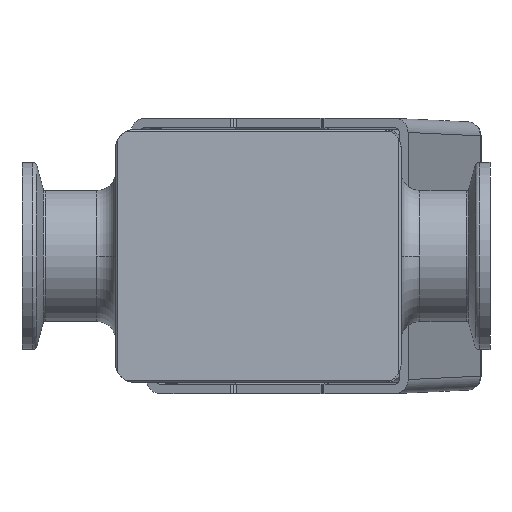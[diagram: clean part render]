
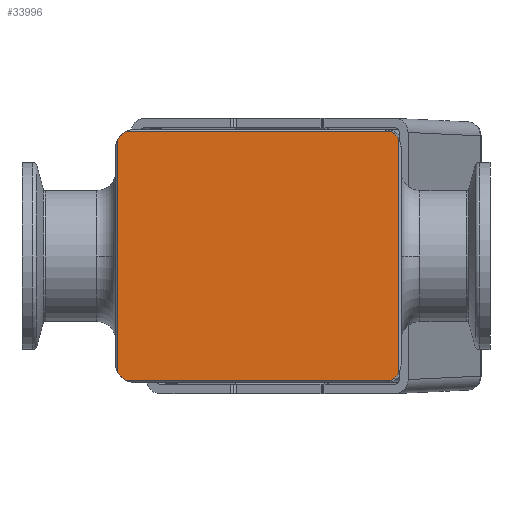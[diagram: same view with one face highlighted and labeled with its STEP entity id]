
A CAD part, front view. The second image highlights one B-rep face of the part: STEP entity #33996.
In plain terms, the highlighted planar face has unit normal (0, -1, 0).
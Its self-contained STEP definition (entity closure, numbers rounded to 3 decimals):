
#1015 = CARTESIAN_POINT ( 'NONE',  ( -27.936, -22., 26.5 ) ) ;
#1467 = ORIENTED_EDGE ( 'NONE', *, *, #26111, .T. ) ;
#1830 = AXIS2_PLACEMENT_3D ( 'NONE', #13076, #24020, #45683 ) ;
#2084 = ORIENTED_EDGE ( 'NONE', *, *, #32925, .T. ) ;
#2493 = VECTOR ( 'NONE', #15976, 1000. ) ;
#2535 = CARTESIAN_POINT ( 'NONE',  ( 27., -22., -23. ) ) ;
#4026 = AXIS2_PLACEMENT_3D ( 'NONE', #43059, #24437, #11148 ) ;
#5557 = PLANE ( 'NONE',  #37553 ) ;
#6154 = LINE ( 'NONE', #12477, #2493 ) ;
#6889 = DIRECTION ( 'NONE',  ( 0., 0., 1. ) ) ;
#7377 = ORIENTED_EDGE ( 'NONE', *, *, #8735, .T. ) ;
#7505 = CARTESIAN_POINT ( 'NONE',  ( 27., -22., 23. ) ) ;
#8055 = VERTEX_POINT ( 'NONE', #38770 ) ;
#8735 = EDGE_CURVE ( 'NONE', #8055, #36937, #12152, .T. ) ;
#9647 = AXIS2_PLACEMENT_3D ( 'NONE', #2535, #41854, #13443 ) ;
#11148 = DIRECTION ( 'NONE',  ( -1., 0., 0. ) ) ;
#12152 = LINE ( 'NONE', #34011, #44370 ) ;
#12477 = CARTESIAN_POINT ( 'NONE',  ( 31., -22., 26.5 ) ) ;
#13076 = CARTESIAN_POINT ( 'NONE',  ( -26., -22., 23. ) ) ;
#13443 = DIRECTION ( 'NONE',  ( -1., 0., 0. ) ) ;
#13636 = CARTESIAN_POINT ( 'NONE',  ( 30.5, -22., 27. ) ) ;
#15113 = DIRECTION ( 'NONE',  ( 1., 0., 0. ) ) ;
#15976 = DIRECTION ( 'NONE',  ( -1., 0., 0. ) ) ;
#16118 = DIRECTION ( 'NONE',  ( 0., 0., -1. ) ) ;
#16892 = CARTESIAN_POINT ( 'NONE',  ( 30.5, -22., -24.936 ) ) ;
#17426 = VECTOR ( 'NONE', #15113, 1000. ) ;
#18450 = EDGE_CURVE ( 'NONE', #38088, #35265, #23785, .T. ) ;
#18961 = CIRCLE ( 'NONE', #44967, 4. ) ;
#20596 = ORIENTED_EDGE ( 'NONE', *, *, #31678, .T. ) ;
#21148 = ORIENTED_EDGE ( 'NONE', *, *, #33904, .T. ) ;
#23033 = EDGE_CURVE ( 'NONE', #43409, #33538, #18961, .T. ) ;
#23247 = DIRECTION ( 'NONE',  ( -1., 0., 0. ) ) ;
#23764 = CARTESIAN_POINT ( 'NONE',  ( -29.5, -22., -24.936 ) ) ;
#23785 = CIRCLE ( 'NONE', #9647, 4. ) ;
#24020 = DIRECTION ( 'NONE',  ( 0., -1., 0. ) ) ;
#24437 = DIRECTION ( 'NONE',  ( 0., -1., 0. ) ) ;
#24882 = CIRCLE ( 'NONE', #1830, 4. ) ;
#26111 = EDGE_CURVE ( 'NONE', #29517, #8055, #24882, .T. ) ;
#26740 = FACE_OUTER_BOUND ( 'NONE', #32393, .T. ) ;
#29517 = VERTEX_POINT ( 'NONE', #1015 ) ;
#30725 = CIRCLE ( 'NONE', #4026, 4. ) ;
#30899 = DIRECTION ( 'NONE',  ( 0., 1., 0. ) ) ;
#31511 = ORIENTED_EDGE ( 'NONE', *, *, #18450, .T. ) ;
#31678 = EDGE_CURVE ( 'NONE', #35265, #43409, #41812, .T. ) ;
#32393 = EDGE_LOOP ( 'NONE', ( #21148, #31511, #20596, #39365, #43328, #1467, #7377, #2084 ) ) ;
#32415 = DIRECTION ( 'NONE',  ( 0., -1., 0. ) ) ;
#32642 = DIRECTION ( 'NONE',  ( -1., 0., 0. ) ) ;
#32925 = EDGE_CURVE ( 'NONE', #36937, #37983, #30725, .T. ) ;
#33538 = VERTEX_POINT ( 'NONE', #39839 ) ;
#33904 = EDGE_CURVE ( 'NONE', #37983, #38088, #39784, .T. ) ;
#33996 = ADVANCED_FACE ( 'NONE', ( #26740 ), #5557, .F. ) ;
#34011 = CARTESIAN_POINT ( 'NONE',  ( -29.5, -22., 27. ) ) ;
#34162 = CARTESIAN_POINT ( 'NONE',  ( 28.936, -22., -26.5 ) ) ;
#34376 = VECTOR ( 'NONE', #6889, 1000. ) ;
#35265 = VERTEX_POINT ( 'NONE', #16892 ) ;
#35285 = CARTESIAN_POINT ( 'NONE',  ( 30.5, -22., 24.936 ) ) ;
#36937 = VERTEX_POINT ( 'NONE', #23764 ) ;
#37553 = AXIS2_PLACEMENT_3D ( 'NONE', #40914, #30899, #23247 ) ;
#37954 = CARTESIAN_POINT ( 'NONE',  ( -27.936, -22., -26.5 ) ) ;
#37983 = VERTEX_POINT ( 'NONE', #37954 ) ;
#38088 = VERTEX_POINT ( 'NONE', #34162 ) ;
#38770 = CARTESIAN_POINT ( 'NONE',  ( -29.5, -22., 24.936 ) ) ;
#39365 = ORIENTED_EDGE ( 'NONE', *, *, #23033, .T. ) ;
#39587 = EDGE_CURVE ( 'NONE', #33538, #29517, #6154, .T. ) ;
#39784 = LINE ( 'NONE', #43759, #17426 ) ;
#39839 = CARTESIAN_POINT ( 'NONE',  ( 28.936, -22., 26.5 ) ) ;
#40914 = CARTESIAN_POINT ( 'NONE',  ( 31., -22., 27. ) ) ;
#41812 = LINE ( 'NONE', #13636, #34376 ) ;
#41854 = DIRECTION ( 'NONE',  ( 0., -1., 0. ) ) ;
#43059 = CARTESIAN_POINT ( 'NONE',  ( -26., -22., -23. ) ) ;
#43328 = ORIENTED_EDGE ( 'NONE', *, *, #39587, .T. ) ;
#43409 = VERTEX_POINT ( 'NONE', #35285 ) ;
#43759 = CARTESIAN_POINT ( 'NONE',  ( 31., -22., -26.5 ) ) ;
#44370 = VECTOR ( 'NONE', #16118, 1000. ) ;
#44967 = AXIS2_PLACEMENT_3D ( 'NONE', #7505, #32415, #32642 ) ;
#45683 = DIRECTION ( 'NONE',  ( -1., 0., 0. ) ) ;
